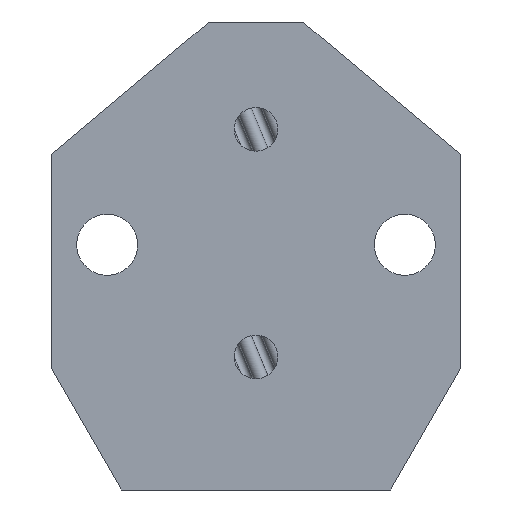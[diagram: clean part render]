
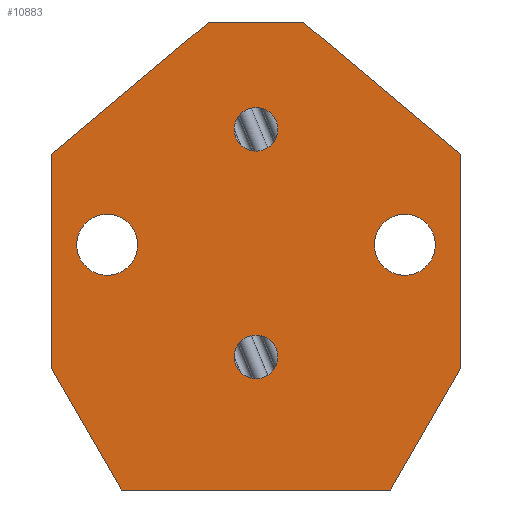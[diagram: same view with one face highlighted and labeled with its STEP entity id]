
A CAD part, front view. The second image highlights one B-rep face of the part: STEP entity #10883.
In plain terms, the highlighted planar face has unit normal (0, -1, 0).
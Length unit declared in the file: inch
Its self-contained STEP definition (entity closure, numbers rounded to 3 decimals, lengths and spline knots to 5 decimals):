
#22=DIRECTION('',(0.5,0.,-0.866));
#23=VECTOR('',#22,0.5);
#24=CARTESIAN_POINT('',(-0.73,-0.225,-0.40199));
#25=LINE('',#24,#23);
#26=DIRECTION('',(0.,0.,1.));
#27=VECTOR('',#26,0.76499);
#28=CARTESIAN_POINT('',(-0.73,-0.225,-0.40199));
#29=LINE('',#28,#27);
#30=DIRECTION('',(-0.766,0.,-0.643));
#31=VECTOR('',#30,0.73429);
#32=CARTESIAN_POINT('',(-0.1675,-0.225,0.835));
#33=LINE('',#32,#31);
#34=DIRECTION('',(1.,0.,0.));
#35=VECTOR('',#34,0.335);
#36=CARTESIAN_POINT('',(-0.1675,-0.225,0.835));
#37=LINE('',#36,#35);
#38=DIRECTION('',(-0.766,0.,0.643));
#39=VECTOR('',#38,0.73429);
#40=CARTESIAN_POINT('',(0.73,-0.225,0.36301));
#41=LINE('',#40,#39);
#42=DIRECTION('',(0.,0.,-1.));
#43=VECTOR('',#42,0.76499);
#44=CARTESIAN_POINT('',(0.73,-0.225,0.36301));
#45=LINE('',#44,#43);
#46=DIRECTION('',(0.5,0.,0.866));
#47=VECTOR('',#46,0.5);
#48=CARTESIAN_POINT('',(0.48,-0.225,-0.835));
#49=LINE('',#48,#47);
#50=DIRECTION('',(-1.,0.,0.));
#51=VECTOR('',#50,0.96);
#52=CARTESIAN_POINT('',(0.48,-0.225,-0.835));
#53=LINE('',#52,#51);
#54=CARTESIAN_POINT('',(-0.531,-0.225,0.04));
#55=DIRECTION('',(0.,1.,0.));
#56=DIRECTION('',(1.,0.,0.));
#57=AXIS2_PLACEMENT_3D('',#54,#55,#56);
#59=CARTESIAN_POINT('',(-0.531,-0.225,0.04));
#60=DIRECTION('',(0.,1.,0.));
#61=DIRECTION('',(-1.,0.,0.));
#62=AXIS2_PLACEMENT_3D('',#59,#60,#61);
#64=CARTESIAN_POINT('',(0.531,-0.225,0.04));
#65=DIRECTION('',(0.,1.,0.));
#66=DIRECTION('',(1.,0.,0.));
#67=AXIS2_PLACEMENT_3D('',#64,#65,#66);
#69=CARTESIAN_POINT('',(0.531,-0.225,0.04));
#70=DIRECTION('',(0.,1.,0.));
#71=DIRECTION('',(-1.,0.,0.));
#72=AXIS2_PLACEMENT_3D('',#69,#70,#71);
#74=CARTESIAN_POINT('',(0.,-0.225,-0.36));
#75=DIRECTION('',(0.,-1.,0.));
#76=DIRECTION('',(1.,0.,0.));
#77=AXIS2_PLACEMENT_3D('',#74,#75,#76);
#79=CARTESIAN_POINT('',(0.,-0.225,-0.36));
#80=DIRECTION('',(0.,-1.,0.));
#81=DIRECTION('',(-1.,0.,0.));
#82=AXIS2_PLACEMENT_3D('',#79,#80,#81);
#84=CARTESIAN_POINT('',(0.,-0.225,0.452));
#85=DIRECTION('',(0.,-1.,0.));
#86=DIRECTION('',(1.,0.,0.));
#87=AXIS2_PLACEMENT_3D('',#84,#85,#86);
#89=CARTESIAN_POINT('',(0.,-0.225,0.452));
#90=DIRECTION('',(0.,-1.,0.));
#91=DIRECTION('',(-1.,0.,0.));
#92=AXIS2_PLACEMENT_3D('',#89,#90,#91);
#8778=CARTESIAN_POINT('',(-0.422,-0.225,0.04));
#8779=CARTESIAN_POINT('',(-0.64,-0.225,0.04));
#8780=VERTEX_POINT('',#8778);
#8781=VERTEX_POINT('',#8779);
#8786=CARTESIAN_POINT('',(0.64,-0.225,0.04));
#8787=CARTESIAN_POINT('',(0.422,-0.225,0.04));
#8788=VERTEX_POINT('',#8786);
#8789=VERTEX_POINT('',#8787);
#8846=CARTESIAN_POINT('',(-0.1675,-0.225,0.835));
#8847=CARTESIAN_POINT('',(-0.73,-0.225,0.36301));
#8848=VERTEX_POINT('',#8846);
#8849=VERTEX_POINT('',#8847);
#8854=CARTESIAN_POINT('',(0.1675,-0.225,0.835));
#8855=VERTEX_POINT('',#8854);
#8858=CARTESIAN_POINT('',(0.73,-0.225,0.36301));
#8859=VERTEX_POINT('',#8858);
#8862=CARTESIAN_POINT('',(-0.73,-0.225,-0.40199));
#8863=CARTESIAN_POINT('',(-0.48,-0.225,-0.835));
#8864=VERTEX_POINT('',#8862);
#8865=VERTEX_POINT('',#8863);
#8870=CARTESIAN_POINT('',(0.48,-0.225,-0.835));
#8871=CARTESIAN_POINT('',(0.73,-0.225,-0.40199));
#8872=VERTEX_POINT('',#8870);
#8873=VERTEX_POINT('',#8871);
#8878=CARTESIAN_POINT('',(0.078,-0.225,-0.36));
#8879=CARTESIAN_POINT('',(-0.078,-0.225,-0.36));
#8880=VERTEX_POINT('',#8878);
#8881=VERTEX_POINT('',#8879);
#8882=CARTESIAN_POINT('',(0.078,-0.225,0.452));
#8883=CARTESIAN_POINT('',(-0.078,-0.225,0.452));
#8884=VERTEX_POINT('',#8882);
#8885=VERTEX_POINT('',#8883);
#10836=CARTESIAN_POINT('',(0.,-0.225,0.));
#10837=DIRECTION('',(0.,1.,0.));
#10838=DIRECTION('',(1.,0.,0.));
#10839=AXIS2_PLACEMENT_3D('',#10836,#10837,#10838);
#10840=PLANE('',#10839);
#10842=ORIENTED_EDGE('',*,*,#10841,.F.);
#10844=ORIENTED_EDGE('',*,*,#10843,.T.);
#10846=ORIENTED_EDGE('',*,*,#10845,.F.);
#10848=ORIENTED_EDGE('',*,*,#10847,.T.);
#10850=ORIENTED_EDGE('',*,*,#10849,.F.);
#10852=ORIENTED_EDGE('',*,*,#10851,.T.);
#10854=ORIENTED_EDGE('',*,*,#10853,.F.);
#10856=ORIENTED_EDGE('',*,*,#10855,.T.);
#10857=EDGE_LOOP('',(#10842,#10844,#10846,#10848,#10850,#10852,#10854,#10856));
#10858=FACE_OUTER_BOUND('',#10857,.F.);
#10860=ORIENTED_EDGE('',*,*,#10859,.F.);
#10862=ORIENTED_EDGE('',*,*,#10861,.F.);
#10863=EDGE_LOOP('',(#10860,#10862));
#10864=FACE_BOUND('',#10863,.F.);
#10866=ORIENTED_EDGE('',*,*,#10865,.F.);
#10868=ORIENTED_EDGE('',*,*,#10867,.F.);
#10869=EDGE_LOOP('',(#10866,#10868));
#10870=FACE_BOUND('',#10869,.F.);
#10872=ORIENTED_EDGE('',*,*,#10871,.T.);
#10874=ORIENTED_EDGE('',*,*,#10873,.T.);
#10875=EDGE_LOOP('',(#10872,#10874));
#10876=FACE_BOUND('',#10875,.F.);
#10878=ORIENTED_EDGE('',*,*,#10877,.T.);
#10880=ORIENTED_EDGE('',*,*,#10879,.T.);
#10881=EDGE_LOOP('',(#10878,#10880));
#10882=FACE_BOUND('',#10881,.F.);
#58=CIRCLE('',#57,0.109);
#63=CIRCLE('',#62,0.109);
#68=CIRCLE('',#67,0.109);
#73=CIRCLE('',#72,0.109);
#78=CIRCLE('',#77,0.078);
#83=CIRCLE('',#82,0.078);
#88=CIRCLE('',#87,0.078);
#93=CIRCLE('',#92,0.078);
#10841=EDGE_CURVE('',#8864,#8865,#25,.T.);
#10843=EDGE_CURVE('',#8864,#8849,#29,.T.);
#10845=EDGE_CURVE('',#8848,#8849,#33,.T.);
#10847=EDGE_CURVE('',#8848,#8855,#37,.T.);
#10849=EDGE_CURVE('',#8859,#8855,#41,.T.);
#10851=EDGE_CURVE('',#8859,#8873,#45,.T.);
#10853=EDGE_CURVE('',#8872,#8873,#49,.T.);
#10855=EDGE_CURVE('',#8872,#8865,#53,.T.);
#10859=EDGE_CURVE('',#8780,#8781,#58,.T.);
#10861=EDGE_CURVE('',#8781,#8780,#63,.T.);
#10865=EDGE_CURVE('',#8788,#8789,#68,.T.);
#10867=EDGE_CURVE('',#8789,#8788,#73,.T.);
#10871=EDGE_CURVE('',#8880,#8881,#78,.T.);
#10873=EDGE_CURVE('',#8881,#8880,#83,.T.);
#10877=EDGE_CURVE('',#8884,#8885,#88,.T.);
#10879=EDGE_CURVE('',#8885,#8884,#93,.T.);
#10883=ADVANCED_FACE('',(#10858,#10864,#10870,#10876,#10882),#10840,.F.);
